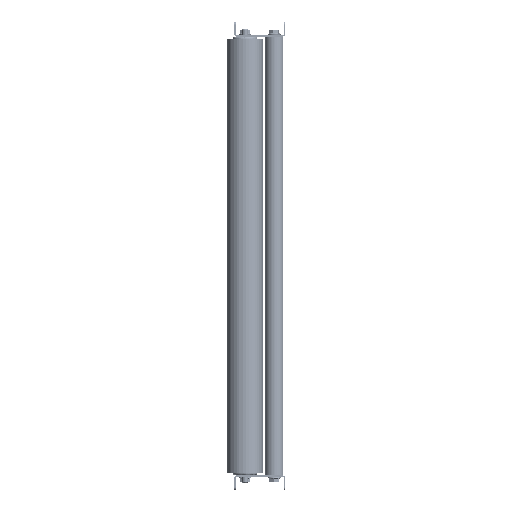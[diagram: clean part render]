
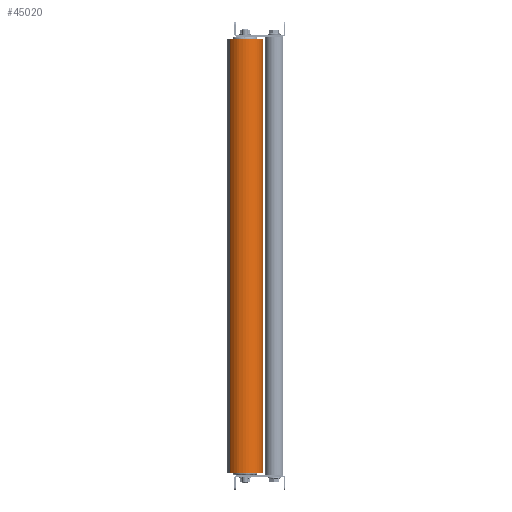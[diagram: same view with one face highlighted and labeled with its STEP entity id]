
A CAD part, left-side view. The second image highlights one B-rep face of the part: STEP entity #45020.
In plain terms, the highlighted cylindrical face has radius 25 mm (diameter 50 mm), a partial arc.
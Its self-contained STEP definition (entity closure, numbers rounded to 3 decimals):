
#2 = CARTESIAN_POINT ( 'NONE',  ( 592.6, 0., 0. ) ) ;
#479 = DIRECTION ( 'NONE',  ( 0., 0., 1. ) ) ;
#3609 = CARTESIAN_POINT ( 'NONE',  ( 592.6, 0., 25. ) ) ;
#6058 = LINE ( 'NONE', #38030, #14203 ) ;
#6573 = CARTESIAN_POINT ( 'NONE',  ( 0., 0., 0. ) ) ;
#8901 = FACE_OUTER_BOUND ( 'NONE', #19884, .T. ) ;
#10577 = CARTESIAN_POINT ( 'NONE',  ( 592.6, 0., -25. ) ) ;
#14203 = VECTOR ( 'NONE', #21626, 1000. ) ;
#15024 = DIRECTION ( 'NONE',  ( 0., 0., -1. ) ) ;
#15433 = EDGE_CURVE ( 'NONE', #18151, #42122, #32096, .T. ) ;
#18151 = VERTEX_POINT ( 'NONE', #28670 ) ;
#19446 = DIRECTION ( 'NONE',  ( 1., 0., 0. ) ) ;
#19884 = EDGE_LOOP ( 'NONE', ( #46674, #38627, #45485, #29541 ) ) ;
#21498 = EDGE_CURVE ( 'NONE', #28893, #42122, #34031, .T. ) ;
#21626 = DIRECTION ( 'NONE',  ( -1., 0., 0. ) ) ;
#22153 = CARTESIAN_POINT ( 'NONE',  ( 0., 0., 25. ) ) ;
#23796 = DIRECTION ( 'NONE',  ( 0., 0., -1. ) ) ;
#28348 = VECTOR ( 'NONE', #51981, 1000. ) ;
#28670 = CARTESIAN_POINT ( 'NONE',  ( 0., 0., -25. ) ) ;
#28714 = AXIS2_PLACEMENT_3D ( 'NONE', #6573, #19446, #15024 ) ;
#28893 = VERTEX_POINT ( 'NONE', #38857 ) ;
#28945 = VERTEX_POINT ( 'NONE', #10577 ) ;
#29541 = ORIENTED_EDGE ( 'NONE', *, *, #21498, .F. ) ;
#31698 = AXIS2_PLACEMENT_3D ( 'NONE', #2, #35954, #23796 ) ;
#32096 = CIRCLE ( 'NONE', #28714, 25. ) ;
#34031 = LINE ( 'NONE', #3609, #28348 ) ;
#35904 = EDGE_CURVE ( 'NONE', #28945, #28893, #46825, .T. ) ;
#35954 = DIRECTION ( 'NONE',  ( 1., 0., 0. ) ) ;
#36935 = CARTESIAN_POINT ( 'NONE',  ( 592.6, 0., 0. ) ) ;
#38030 = CARTESIAN_POINT ( 'NONE',  ( 592.6, 0., -25. ) ) ;
#38627 = ORIENTED_EDGE ( 'NONE', *, *, #44881, .T. ) ;
#38857 = CARTESIAN_POINT ( 'NONE',  ( 592.6, 0., 25. ) ) ;
#41422 = CYLINDRICAL_SURFACE ( 'NONE', #51447, 25. ) ;
#42122 = VERTEX_POINT ( 'NONE', #22153 ) ;
#44881 = EDGE_CURVE ( 'NONE', #28945, #18151, #6058, .T. ) ;
#44890 = DIRECTION ( 'NONE',  ( -1., 0., 0. ) ) ;
#45020 = ADVANCED_FACE ( 'Fl�che1', ( #8901 ), #41422, .T. ) ;
#45485 = ORIENTED_EDGE ( 'NONE', *, *, #15433, .T. ) ;
#46674 = ORIENTED_EDGE ( 'NONE', *, *, #35904, .F. ) ;
#46825 = CIRCLE ( 'NONE', #31698, 25. ) ;
#51447 = AXIS2_PLACEMENT_3D ( 'NONE', #36935, #44890, #479 ) ;
#51981 = DIRECTION ( 'NONE',  ( -1., 0., 0. ) ) ;
